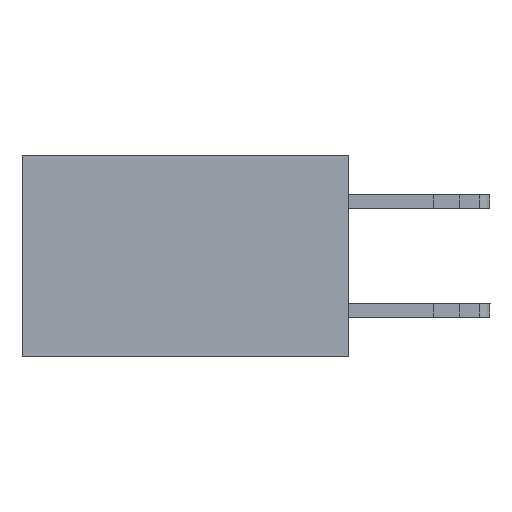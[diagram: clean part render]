
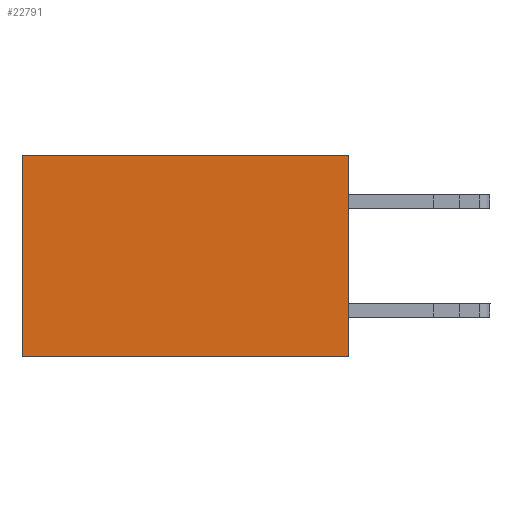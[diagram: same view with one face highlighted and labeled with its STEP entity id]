
A CAD part, left-side view. The second image highlights one B-rep face of the part: STEP entity #22791.
In plain terms, the highlighted planar face has unit normal (-1, 0, 0).
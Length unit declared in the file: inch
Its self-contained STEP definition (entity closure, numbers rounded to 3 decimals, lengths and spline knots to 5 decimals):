
#432 = CARTESIAN_POINT ( 'NONE',  ( 0.2615, 0., -0.37 ) ) ;
#942 = VECTOR ( 'NONE', #11736, 39.37008 ) ;
#1432 = CARTESIAN_POINT ( 'NONE',  ( 0.2615, 0., -0.37 ) ) ;
#1586 = EDGE_CURVE ( 'NONE', #22232, #3528, #8399, .T. ) ;
#1887 = FACE_OUTER_BOUND ( 'NONE', #16938, .T. ) ;
#3528 = VERTEX_POINT ( 'NONE', #18145 ) ;
#5016 = LINE ( 'NONE', #15457, #9775 ) ;
#5103 = DIRECTION ( 'NONE',  ( 1., 0., 0. ) ) ;
#5554 = EDGE_CURVE ( 'NONE', #17705, #22232, #10653, .T. ) ;
#6591 = AXIS2_PLACEMENT_3D ( 'NONE', #1432, #5103, #17621 ) ;
#6764 = EDGE_CURVE ( 'NONE', #8852, #3528, #5016, .T. ) ;
#7360 = ORIENTED_EDGE ( 'NONE', *, *, #6764, .T. ) ;
#8399 = LINE ( 'NONE', #20137, #22536 ) ;
#8722 = EDGE_CURVE ( 'NONE', #17705, #8852, #15306, .T. ) ;
#8852 = VERTEX_POINT ( 'NONE', #19271 ) ;
#9775 = VECTOR ( 'NONE', #17234, 39.37008 ) ;
#9956 = CARTESIAN_POINT ( 'NONE',  ( 0.2615, 0., 0. ) ) ;
#10653 = LINE ( 'NONE', #12133, #14876 ) ;
#11736 = DIRECTION ( 'NONE',  ( 0., 1., 0. ) ) ;
#12133 = CARTESIAN_POINT ( 'NONE',  ( 0.2615, 0., -0.37 ) ) ;
#12162 = DIRECTION ( 'NONE',  ( 0., 0., -1. ) ) ;
#12969 = ORIENTED_EDGE ( 'NONE', *, *, #1586, .F. ) ;
#14627 = DIRECTION ( 'NONE',  ( 0., 1., 0. ) ) ;
#14791 = CARTESIAN_POINT ( 'NONE',  ( 0.2615, 0., 0. ) ) ;
#14876 = VECTOR ( 'NONE', #12162, 39.37008 ) ;
#15306 = LINE ( 'NONE', #9956, #942 ) ;
#15457 = CARTESIAN_POINT ( 'NONE',  ( 0.2615, 0.6, -0.37 ) ) ;
#15505 = ORIENTED_EDGE ( 'NONE', *, *, #5554, .F. ) ;
#15821 = PLANE ( 'NONE',  #6591 ) ;
#16938 = EDGE_LOOP ( 'NONE', ( #7360, #12969, #15505, #22783 ) ) ;
#17234 = DIRECTION ( 'NONE',  ( 0., 0., -1. ) ) ;
#17621 = DIRECTION ( 'NONE',  ( 0., 0., -1. ) ) ;
#17705 = VERTEX_POINT ( 'NONE', #14791 ) ;
#18145 = CARTESIAN_POINT ( 'NONE',  ( 0.2615, 0.6, -0.37 ) ) ;
#19271 = CARTESIAN_POINT ( 'NONE',  ( 0.2615, 0.6, 0. ) ) ;
#20137 = CARTESIAN_POINT ( 'NONE',  ( 0.2615, 0., -0.37 ) ) ;
#22232 = VERTEX_POINT ( 'NONE', #432 ) ;
#22536 = VECTOR ( 'NONE', #14627, 39.37008 ) ;
#22783 = ORIENTED_EDGE ( 'NONE', *, *, #8722, .T. ) ;
#22791 = ADVANCED_FACE ( 'NONE', ( #1887 ), #15821, .F. ) ;
